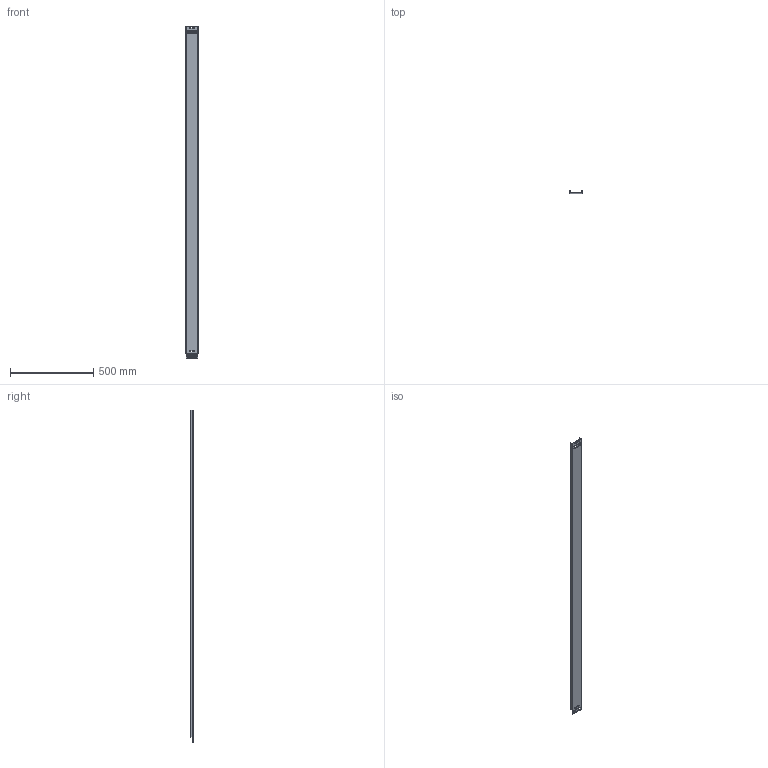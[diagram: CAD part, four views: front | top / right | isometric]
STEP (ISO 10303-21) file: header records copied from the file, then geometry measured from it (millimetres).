
FILE_DESCRIPTION((''),'2;1');
FILE_NAME('815157_PRT','2018-11-09T09:59:28',('tomasz.grudniewski'),(''),'CREO PARAMETRIC BY PTC INC, 2018260','CREO PARAMETRIC BY PTC INC, 2018260','');
FILE_SCHEMA(('CONFIG_CONTROL_DESIGN'));
Length unit declared in the file: millimetre
Products named in the file (1): 815157_PRT
Bounding box: 75 x 15 x 2000 mm (x, y, z)
Volume: 296140.9 mm3; surface area: 402114.6 mm2
Topology: 1 solids, 1 shells, 72 faces, 194 edges, 124 vertices
Faces by surface type: plane 44, cylinder 28
Entity records: 2332 total; most frequent: DIRECTION 394, CARTESIAN_POINT 390, ORIENTED_EDGE 388, EDGE_CURVE 194, VECTOR 138, LINE 138, AXIS2_PLACEMENT_3D 128, VERTEX_POINT 124
